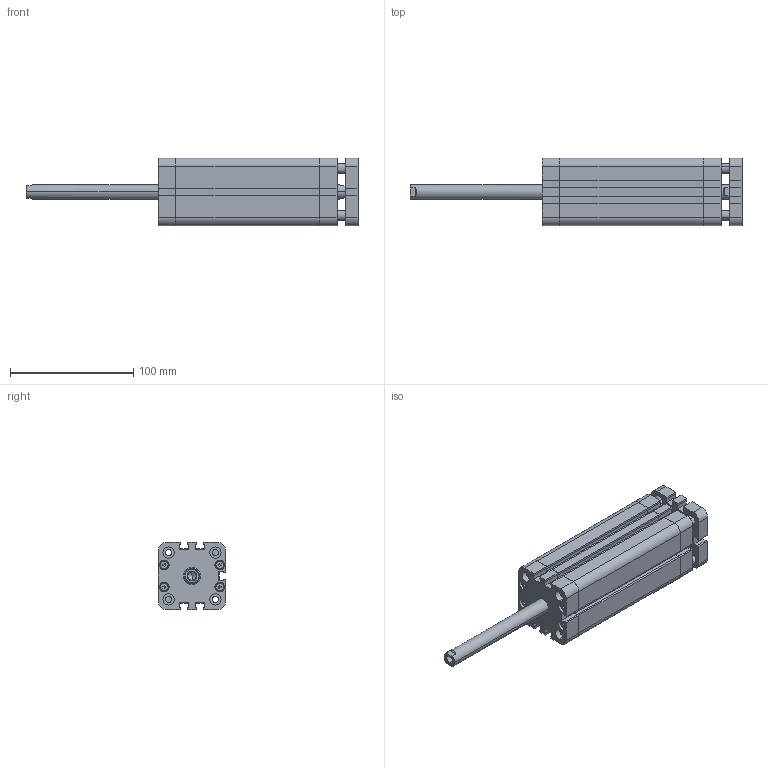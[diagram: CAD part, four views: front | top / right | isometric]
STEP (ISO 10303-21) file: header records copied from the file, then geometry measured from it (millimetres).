
FILE_DESCRIPTION (( 'STEP AP214' ), '1' );
FILE_NAME ('SM_011_040_0100_NP.STEP', '2019-11-21T12:35:37', ( '' ), ( '' ), 'SwSTEP 2.0', 'SolidWorks 2019', '' );
FILE_SCHEMA (( 'AUTOMOTIVE_DESIGN' ));
Length unit declared in the file: millimetre
Products named in the file (27): T硂k kpl^DTZPO_T坥k kpl - D040; Pr皻 blok.^DTZPO_D040; Kopia SMART - U. typ Oring - pokrywa^Pokrywa przód kpl_DTZPO_U. typ Oring - D040; Kopia Pokrywa przód^Pokrywa przód blok. obr kpl_DTZPO_Smart - Pok prz¢d - zabez. przed obr. D040; Kopia Pokrywa przód_Smart - Pok prz¢d - D040; Kopia tulejka pod szpilkê^Pokrywa przód blok. obr kpl_DTZPO_D40; Pokrywa przód kpl^DTZPO_Pokrywa prz¢d kpl - D040; Kopia Tuleja prowadzｹca^Pokrywa prz blok. obr kpl_DTZPO_Tuleja prowadz･ca - D040; socket head thin cap screw_din_DIN 7984 - M4 x 10 --- 7.9N; socket head thin cap screw_din_DIN 7984 - M8 x 12 --- 8.25N; Pokrywa przód blok. obr kpl^DTZPO_Pokrywa prz¢d kpl - zabez. przed obr. D040; Kopia SMART - U. t³oczyska^Pokrywa przód kpl_DTZPO_U. tˆoczyska - D040; Kopia T硂k_T坥k - D040; Kopia SMART - U. t硂czyska^Pokrywa prz骴 blok. obr kpl_DTZPO_U. t坥czyska - D040; T³oczysko^DTZPO - 2_Tˆoczysko - D040; Tuleja^DTZPO_Tuleja - D040; SM_011_040_0100_NP; socket set screw flat point_iso_ISO 4026 - M6 x 30-N; Kopia Magnes^T³ok kpl_DTZPO_Magnes D040; Kopia SMART - U. typ Oring - pokrywa^Pokrywa przód blok. obr kpl_DTZPO_U. typ Oring - D040; Kopia Tuleja prowadz¹ca^Pokrywa przód kpl_DTZPO_Tuleja prowadz¥ca - D040; Kopia SMART - U. t³oka S^T³ok kpl_DTZPO_U. tˆoka S - D040; Kopia Pierœcieñ prowadz¹cy^T³ok kpl_DTZPO_Pier˜cieä prowadz¥cy D040; Kopia SMART - U. t硂ka lu焠a^T硂k kpl_DTZPO_U. t坥ka lu玭a - D040; socket head thin cap screw_din_DIN 7984 - M4 x 18 --- 15.9N; P³ytka prowadnika^DTZPO_Smart - Pok prz¢d - D040; T³oczysko^DTZPO_Tˆoczysko - D040
Assembly tree (37 placements, depth 3):
  SM_011_040_0100_NP
    Pokrywa przód kpl^DTZPO_Pokrywa prz¢d kpl - D040
      Kopia Pokrywa przód_Smart - Pok prz¢d - D040
      Kopia SMART - U. typ Oring - pokrywa^Pokrywa przód kpl_DTZPO_U. typ Oring - D040
      Kopia Tuleja prowadz¹ca^Pokrywa przód kpl_DTZPO_Tuleja prowadz¥ca - D040
      Kopia SMART - U. t³oczyska^Pokrywa przód kpl_DTZPO_U. tˆoczyska - D040
    Tuleja^DTZPO_Tuleja - D040
    T硂k kpl^DTZPO_T坥k kpl - D040
      Kopia T硂k_T坥k - D040
      Kopia Magnes^T³ok kpl_DTZPO_Magnes D040
      Kopia Pierœcieñ prowadz¹cy^T³ok kpl_DTZPO_Pier˜cieä prowadz¥cy D040
      Kopia SMART - U. t硂ka lu焠a^T硂k kpl_DTZPO_U. t坥ka lu玭a - D040  x2
      Kopia SMART - U. t³oka S^T³ok kpl_DTZPO_U. tˆoka S - D040
    T³oczysko^DTZPO_Tˆoczysko - D040
    socket head thin cap screw_din_DIN 7984 - M4 x 18 --- 15.9N  x8
    socket set screw flat point_iso_ISO 4026 - M6 x 30-N
    Pokrywa przód blok. obr kpl^DTZPO_Pokrywa prz¢d kpl - zabez. przed obr. D040
      Kopia Pokrywa przód^Pokrywa przód blok. obr kpl_DTZPO_Smart - Pok prz¢d - zabez. przed obr. D040
      Kopia SMART - U. typ Oring - pokrywa^Pokrywa przód blok. obr kpl_DTZPO_U. typ Oring - D040
      Kopia Tuleja prowadzｹca^Pokrywa prz blok. obr kpl_DTZPO_Tuleja prowadz･ca - D040
      Kopia SMART - U. t硂czyska^Pokrywa prz骴 blok. obr kpl_DTZPO_U. t坥czyska - D040
      Kopia tulejka pod szpilkê^Pokrywa przód blok. obr kpl_DTZPO_D40  x2
    T³oczysko^DTZPO - 2_Tˆoczysko - D040
    P³ytka prowadnika^DTZPO_Smart - Pok prz¢d - D040
    Pr皻 blok.^DTZPO_D040  x2
    socket head thin cap screw_din_DIN 7984 - M4 x 10 --- 7.9N  x2
    socket head thin cap screw_din_DIN 7984 - M8 x 12 --- 8.25N
Bounding box: 269 x 54.5 x 54.5 mm (x, y, z)
Volume: 232942.7 mm3; surface area: 163224.3 mm2
Topology: 35 solids, 35 shells, 1275 faces, 3097 edges, 1969 vertices
Faces by surface type: plane 637, cylinder 374, cone 134, bspline 86, torus 44
Entity records: 36765 total; most frequent: CARTESIAN_POINT 10346, DIRECTION 5167, ORIENTED_EDGE 5138, EDGE_CURVE 2569, AXIS2_PLACEMENT_3D 1806, VERTEX_POINT 1676, VECTOR 1555, LINE 1555
